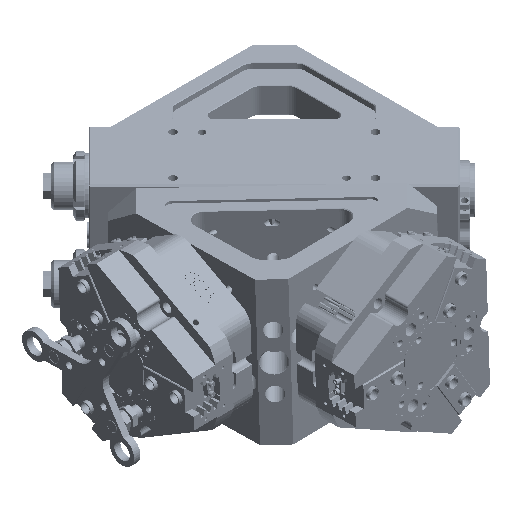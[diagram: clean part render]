
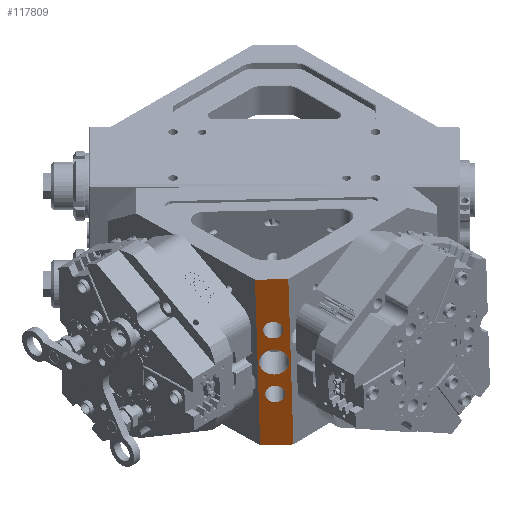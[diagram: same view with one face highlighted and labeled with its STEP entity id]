
A CAD part, isometric view. The second image highlights one B-rep face of the part: STEP entity #117809.
In plain terms, the highlighted planar face has unit normal (-0.707, -0.707, 0).
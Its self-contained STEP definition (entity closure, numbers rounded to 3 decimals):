
#4632 = ORIENTED_EDGE ( 'NONE', *, *, #111135, .F. ) ;
#4782 = ORIENTED_EDGE ( 'NONE', *, *, #184472, .T. ) ;
#4845 = EDGE_CURVE ( 'NONE', #165754, #11702, #24159, .T. ) ;
#11667 = DIRECTION ( 'NONE',  ( -0.707, 0.707, 0. ) ) ;
#11702 = VERTEX_POINT ( 'NONE', #142569 ) ;
#12141 = VERTEX_POINT ( 'NONE', #182005 ) ;
#12184 = CARTESIAN_POINT ( 'NONE',  ( 15.556, 0.707, 0. ) ) ;
#12581 = VERTEX_POINT ( 'NONE', #12184 ) ;
#15265 = VERTEX_POINT ( 'NONE', #135091 ) ;
#16410 = CARTESIAN_POINT ( 'NONE',  ( 8.132, 8.132, 27. ) ) ;
#17025 = DIRECTION ( 'NONE',  ( 0.707, -0.707, 0. ) ) ;
#17431 = DIRECTION ( 'NONE',  ( -0.707, 0.707, 0. ) ) ;
#18404 = EDGE_CURVE ( 'NONE', #34165, #137318, #56211, .T. ) ;
#23831 = EDGE_LOOP ( 'NONE', ( #176119, #4782 ) ) ;
#24159 = CIRCLE ( 'NONE', #34897, 7. ) ;
#24235 = DIRECTION ( 'NONE',  ( -0.707, 0.707, 0. ) ) ;
#28706 = FACE_BOUND ( 'NONE', #23831, .T. ) ;
#28745 = CIRCLE ( 'NONE', #162793, 10.5 ) ;
#29906 = ORIENTED_EDGE ( 'NONE', *, *, #18404, .T. ) ;
#31578 = DIRECTION ( 'NONE',  ( -0.707, 0.707, 0. ) ) ;
#33281 = EDGE_LOOP ( 'NONE', ( #152202, #163904 ) ) ;
#34165 = VERTEX_POINT ( 'NONE', #35098 ) ;
#34897 = AXIS2_PLACEMENT_3D ( 'NONE', #149864, #193514, #103718 ) ;
#35098 = CARTESIAN_POINT ( 'NONE',  ( 16.263, 0., 70. ) ) ;
#38671 = VECTOR ( 'NONE', #137672, 1000. ) ;
#39870 = AXIS2_PLACEMENT_3D ( 'NONE', #181688, #51717, #108130 ) ;
#49636 = AXIS2_PLACEMENT_3D ( 'NONE', #161427, #117961, #17431 ) ;
#51304 = VERTEX_POINT ( 'NONE', #188191 ) ;
#51717 = DIRECTION ( 'NONE',  ( 0.707, 0.707, 0. ) ) ;
#53051 = CIRCLE ( 'NONE', #83539, 7. ) ;
#56211 = LINE ( 'NONE', #130557, #101225 ) ;
#56230 = EDGE_CURVE ( 'NONE', #15265, #12141, #81940, .T. ) ;
#58071 = CARTESIAN_POINT ( 'NONE',  ( 8.132, 8.132, 0. ) ) ;
#58112 = EDGE_CURVE ( 'NONE', #11702, #165754, #102649, .T. ) ;
#58631 = CARTESIAN_POINT ( 'NONE',  ( 8.132, 8.132, -70. ) ) ;
#59312 = CARTESIAN_POINT ( 'NONE',  ( 16.263, 0., 70. ) ) ;
#61421 = EDGE_LOOP ( 'NONE', ( #63550, #85191 ) ) ;
#62542 = ORIENTED_EDGE ( 'NONE', *, *, #167934, .T. ) ;
#63550 = ORIENTED_EDGE ( 'NONE', *, *, #4845, .T. ) ;
#72289 = CARTESIAN_POINT ( 'NONE',  ( 0.707, 15.556, 0. ) ) ;
#75222 = ORIENTED_EDGE ( 'NONE', *, *, #182116, .F. ) ;
#81532 = VECTOR ( 'NONE', #17025, 1000. ) ;
#81940 = CIRCLE ( 'NONE', #190884, 7. ) ;
#83539 = AXIS2_PLACEMENT_3D ( 'NONE', #16410, #104307, #31578 ) ;
#85191 = ORIENTED_EDGE ( 'NONE', *, *, #58112, .T. ) ;
#94792 = VERTEX_POINT ( 'NONE', #72289 ) ;
#98716 = DIRECTION ( 'NONE',  ( 0.707, 0.707, 0. ) ) ;
#99754 = EDGE_CURVE ( 'NONE', #12141, #15265, #53051, .T. ) ;
#101225 = VECTOR ( 'NONE', #24235, 1000. ) ;
#102649 = CIRCLE ( 'NONE', #137944, 7. ) ;
#103718 = DIRECTION ( 'NONE',  ( -0.707, 0.707, 0. ) ) ;
#104307 = DIRECTION ( 'NONE',  ( 0.707, 0.707, 0. ) ) ;
#108130 = DIRECTION ( 'NONE',  ( -0.707, 0.707, 0. ) ) ;
#111135 = EDGE_CURVE ( 'NONE', #34165, #51304, #115015, .T. ) ;
#114864 = CARTESIAN_POINT ( 'NONE',  ( 3.182, 13.081, -27. ) ) ;
#115015 = LINE ( 'NONE', #59312, #128968 ) ;
#116673 = LINE ( 'NONE', #152855, #38671 ) ;
#117646 = DIRECTION ( 'NONE',  ( -0.707, 0.707, 0. ) ) ;
#117809 = ADVANCED_FACE ( 'NONE', ( #28706, #179896, #184649, #172699 ), #135621, .F. ) ;
#117961 = DIRECTION ( 'NONE',  ( 0.707, 0.707, 0. ) ) ;
#126461 = LINE ( 'NONE', #58631, #81532 ) ;
#128968 = VECTOR ( 'NONE', #148480, 1000. ) ;
#130557 = CARTESIAN_POINT ( 'NONE',  ( -12.081, 28.344, 70. ) ) ;
#131878 = EDGE_CURVE ( 'NONE', #12581, #94792, #28745, .T. ) ;
#133139 = CARTESIAN_POINT ( 'NONE',  ( 8.132, 8.132, 27. ) ) ;
#135091 = CARTESIAN_POINT ( 'NONE',  ( 13.081, 3.182, 27. ) ) ;
#135621 = PLANE ( 'NONE',  #39870 ) ;
#137318 = VERTEX_POINT ( 'NONE', #148680 ) ;
#137672 = DIRECTION ( 'NONE',  ( 0., 0., 1. ) ) ;
#137944 = AXIS2_PLACEMENT_3D ( 'NONE', #173917, #98716, #161341 ) ;
#142569 = CARTESIAN_POINT ( 'NONE',  ( 13.081, 3.182, -27. ) ) ;
#148480 = DIRECTION ( 'NONE',  ( 0., 0., -1. ) ) ;
#148680 = CARTESIAN_POINT ( 'NONE',  ( 0., 16.263, 70. ) ) ;
#149864 = CARTESIAN_POINT ( 'NONE',  ( 8.132, 8.132, -27. ) ) ;
#152202 = ORIENTED_EDGE ( 'NONE', *, *, #99754, .T. ) ;
#152855 = CARTESIAN_POINT ( 'NONE',  ( 0., 16.263, 70. ) ) ;
#159620 = VERTEX_POINT ( 'NONE', #177570 ) ;
#161341 = DIRECTION ( 'NONE',  ( -0.707, 0.707, 0. ) ) ;
#161427 = CARTESIAN_POINT ( 'NONE',  ( 8.132, 8.132, 0. ) ) ;
#162793 = AXIS2_PLACEMENT_3D ( 'NONE', #58071, #164356, #117646 ) ;
#163904 = ORIENTED_EDGE ( 'NONE', *, *, #56230, .T. ) ;
#164097 = DIRECTION ( 'NONE',  ( 0.707, 0.707, 0. ) ) ;
#164356 = DIRECTION ( 'NONE',  ( 0.707, 0.707, 0. ) ) ;
#165754 = VERTEX_POINT ( 'NONE', #114864 ) ;
#167934 = EDGE_CURVE ( 'NONE', #159620, #51304, #126461, .T. ) ;
#172699 = FACE_OUTER_BOUND ( 'NONE', #184688, .T. ) ;
#173917 = CARTESIAN_POINT ( 'NONE',  ( 8.132, 8.132, -27. ) ) ;
#176119 = ORIENTED_EDGE ( 'NONE', *, *, #131878, .T. ) ;
#177570 = CARTESIAN_POINT ( 'NONE',  ( 0., 16.263, -70. ) ) ;
#179896 = FACE_BOUND ( 'NONE', #61421, .T. ) ;
#181688 = CARTESIAN_POINT ( 'NONE',  ( -12.081, 28.344, -70. ) ) ;
#182005 = CARTESIAN_POINT ( 'NONE',  ( 3.182, 13.081, 27. ) ) ;
#182116 = EDGE_CURVE ( 'NONE', #159620, #137318, #116673, .T. ) ;
#182323 = CIRCLE ( 'NONE', #49636, 10.5 ) ;
#184472 = EDGE_CURVE ( 'NONE', #94792, #12581, #182323, .T. ) ;
#184649 = FACE_BOUND ( 'NONE', #33281, .T. ) ;
#184688 = EDGE_LOOP ( 'NONE', ( #62542, #4632, #29906, #75222 ) ) ;
#188191 = CARTESIAN_POINT ( 'NONE',  ( 16.263, 0., -70. ) ) ;
#190884 = AXIS2_PLACEMENT_3D ( 'NONE', #133139, #164097, #11667 ) ;
#193514 = DIRECTION ( 'NONE',  ( 0.707, 0.707, 0. ) ) ;
